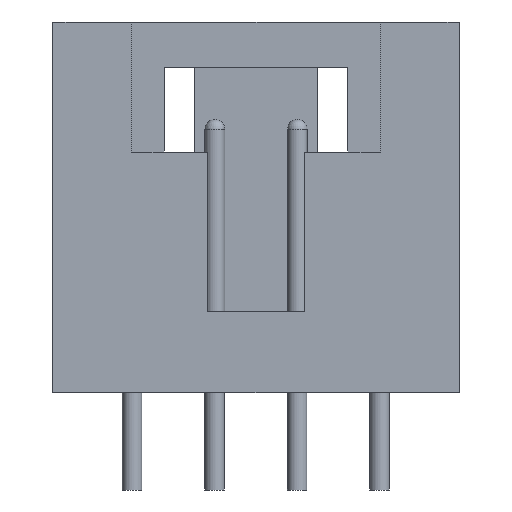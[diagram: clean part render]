
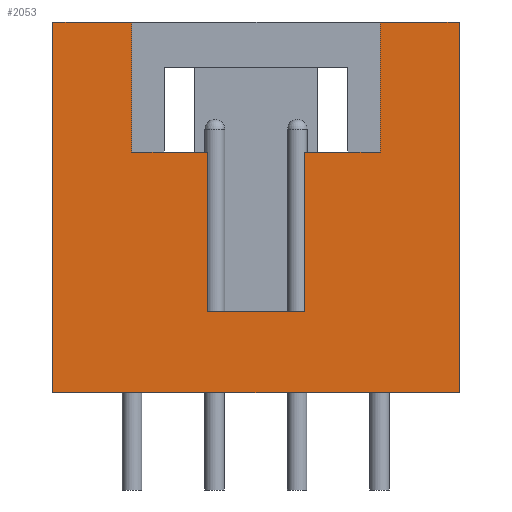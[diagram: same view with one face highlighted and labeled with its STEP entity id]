
A CAD part, front view. The second image highlights one B-rep face of the part: STEP entity #2053.
In plain terms, the highlighted planar face has unit normal (0, -1, 0).
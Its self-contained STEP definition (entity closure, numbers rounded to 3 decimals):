
#3 = CARTESIAN_POINT ( 'NONE',  ( 0., -2.5, 2.5 ) ) ;
#31 = CARTESIAN_POINT ( 'NONE',  ( 6.25, -2.5, 11.4 ) ) ;
#40 = DIRECTION ( 'NONE',  ( 1., 0., 0. ) ) ;
#127 = EDGE_CURVE ( 'NONE', #750, #483, #1594, .T. ) ;
#134 = CARTESIAN_POINT ( 'NONE',  ( 2.825, -2.5, 7.4 ) ) ;
#164 = LINE ( 'NONE', #1530, #1595 ) ;
#177 = DIRECTION ( 'NONE',  ( 0., 0., 1. ) ) ;
#184 = DIRECTION ( 'NONE',  ( 0., 0., 1. ) ) ;
#198 = ORIENTED_EDGE ( 'NONE', *, *, #1089, .T. ) ;
#253 = ORIENTED_EDGE ( 'NONE', *, *, #1941, .T. ) ;
#276 = DIRECTION ( 'NONE',  ( 0., 0., 1. ) ) ;
#297 = VECTOR ( 'NONE', #1586, 1000. ) ;
#300 = CARTESIAN_POINT ( 'NONE',  ( -6.25, -2.5, 0. ) ) ;
#303 = VECTOR ( 'NONE', #276, 1000. ) ;
#329 = ORIENTED_EDGE ( 'NONE', *, *, #2101, .F. ) ;
#331 = LINE ( 'NONE', #1755, #303 ) ;
#362 = ORIENTED_EDGE ( 'NONE', *, *, #1914, .F. ) ;
#365 = DIRECTION ( 'NONE',  ( 0., 0., -1. ) ) ;
#376 = VERTEX_POINT ( 'NONE', #1554 ) ;
#400 = LINE ( 'NONE', #1947, #297 ) ;
#418 = CARTESIAN_POINT ( 'NONE',  ( -1.499, -2.5, 7.4 ) ) ;
#421 = VECTOR ( 'NONE', #184, 1000. ) ;
#464 = VECTOR ( 'NONE', #365, 1000. ) ;
#477 = FACE_OUTER_BOUND ( 'NONE', #802, .T. ) ;
#480 = CARTESIAN_POINT ( 'NONE',  ( 1.496, -2.5, 2.5 ) ) ;
#483 = VERTEX_POINT ( 'NONE', #2267 ) ;
#542 = LINE ( 'NONE', #1109, #421 ) ;
#566 = VERTEX_POINT ( 'NONE', #1258 ) ;
#570 = CARTESIAN_POINT ( 'NONE',  ( 3.825, -2.5, 7.4 ) ) ;
#572 = DIRECTION ( 'NONE',  ( 1., 0., 0. ) ) ;
#637 = VERTEX_POINT ( 'NONE', #1954 ) ;
#642 = EDGE_CURVE ( 'NONE', #1869, #922, #1307, .T. ) ;
#658 = VERTEX_POINT ( 'NONE', #300 ) ;
#673 = ORIENTED_EDGE ( 'NONE', *, *, #2347, .F. ) ;
#674 = CARTESIAN_POINT ( 'NONE',  ( 0., -2.5, 7.4 ) ) ;
#685 = CARTESIAN_POINT ( 'NONE',  ( -3.825, -2.5, 7.4 ) ) ;
#699 = DIRECTION ( 'NONE',  ( 1., 0., 0. ) ) ;
#750 = VERTEX_POINT ( 'NONE', #1638 ) ;
#798 = ORIENTED_EDGE ( 'NONE', *, *, #1092, .T. ) ;
#802 = EDGE_LOOP ( 'NONE', ( #1269, #847, #873, #1901, #1505, #673, #198, #329, #362, #1739, #1477, #798, #1379, #253 ) ) ;
#823 = EDGE_CURVE ( 'NONE', #1837, #1800, #879, .T. ) ;
#847 = ORIENTED_EDGE ( 'NONE', *, *, #1395, .F. ) ;
#858 = DIRECTION ( 'NONE',  ( 1., 0., 0. ) ) ;
#863 = CARTESIAN_POINT ( 'NONE',  ( 0., -2.5, 7.4 ) ) ;
#873 = ORIENTED_EDGE ( 'NONE', *, *, #1794, .F. ) ;
#877 = VECTOR ( 'NONE', #1618, 1000. ) ;
#879 = LINE ( 'NONE', #863, #877 ) ;
#882 = CARTESIAN_POINT ( 'NONE',  ( -6.25, -2.5, 11.4 ) ) ;
#922 = VERTEX_POINT ( 'NONE', #570 ) ;
#948 = LINE ( 'NONE', #2372, #464 ) ;
#1089 = EDGE_CURVE ( 'NONE', #376, #1168, #400, .T. ) ;
#1092 = EDGE_CURVE ( 'NONE', #1558, #483, #331, .T. ) ;
#1105 = CARTESIAN_POINT ( 'NONE',  ( -6.25, -2.5, 11.4 ) ) ;
#1109 = CARTESIAN_POINT ( 'NONE',  ( 3.825, -2.5, 11.4 ) ) ;
#1153 = CARTESIAN_POINT ( 'NONE',  ( -2.825, -2.5, 7.4 ) ) ;
#1168 = VERTEX_POINT ( 'NONE', #480 ) ;
#1178 = LINE ( 'NONE', #1249, #2337 ) ;
#1249 = CARTESIAN_POINT ( 'NONE',  ( -6.25, -2.5, 0. ) ) ;
#1257 = DIRECTION ( 'NONE',  ( 0., 0., -1. ) ) ;
#1258 = CARTESIAN_POINT ( 'NONE',  ( -1.499, -2.5, 2.5 ) ) ;
#1268 = DIRECTION ( 'NONE',  ( 1., 0., 0. ) ) ;
#1269 = ORIENTED_EDGE ( 'NONE', *, *, #1882, .T. ) ;
#1301 = DIRECTION ( 'NONE',  ( 0., 1., 0. ) ) ;
#1303 = VECTOR ( 'NONE', #1268, 1000. ) ;
#1307 = LINE ( 'NONE', #674, #1303 ) ;
#1321 = VERTEX_POINT ( 'NONE', #1817 ) ;
#1379 = ORIENTED_EDGE ( 'NONE', *, *, #127, .F. ) ;
#1394 = VECTOR ( 'NONE', #1257, 1000. ) ;
#1395 = EDGE_CURVE ( 'NONE', #1728, #1321, #948, .T. ) ;
#1448 = LINE ( 'NONE', #1793, #1394 ) ;
#1464 = VECTOR ( 'NONE', #1921, 1000. ) ;
#1465 = CARTESIAN_POINT ( 'NONE',  ( -6.25, -2.5, 11.4 ) ) ;
#1477 = ORIENTED_EDGE ( 'NONE', *, *, #1522, .F. ) ;
#1505 = ORIENTED_EDGE ( 'NONE', *, *, #642, .F. ) ;
#1522 = EDGE_CURVE ( 'NONE', #1558, #1837, #2025, .T. ) ;
#1530 = CARTESIAN_POINT ( 'NONE',  ( -6.25, -2.5, 11.4 ) ) ;
#1554 = CARTESIAN_POINT ( 'NONE',  ( 1.496, -2.5, 7.4 ) ) ;
#1558 = VERTEX_POINT ( 'NONE', #685 ) ;
#1586 = DIRECTION ( 'NONE',  ( 0., 0., -1. ) ) ;
#1594 = LINE ( 'NONE', #1465, #2049 ) ;
#1595 = VECTOR ( 'NONE', #40, 1000. ) ;
#1597 = VECTOR ( 'NONE', #858, 1000. ) ;
#1618 = DIRECTION ( 'NONE',  ( 1., 0., 0. ) ) ;
#1638 = CARTESIAN_POINT ( 'NONE',  ( -6.25, -2.5, 11.4 ) ) ;
#1718 = CARTESIAN_POINT ( 'NONE',  ( 0., -2.5, 7.4 ) ) ;
#1728 = VERTEX_POINT ( 'NONE', #31 ) ;
#1739 = ORIENTED_EDGE ( 'NONE', *, *, #823, .F. ) ;
#1755 = CARTESIAN_POINT ( 'NONE',  ( -3.825, -2.5, 11.4 ) ) ;
#1793 = CARTESIAN_POINT ( 'NONE',  ( -1.499, -2.5, 7.4 ) ) ;
#1794 = EDGE_CURVE ( 'NONE', #637, #1728, #164, .T. ) ;
#1800 = VERTEX_POINT ( 'NONE', #418 ) ;
#1817 = CARTESIAN_POINT ( 'NONE',  ( 6.25, -2.5, 0. ) ) ;
#1828 = VECTOR ( 'NONE', #572, 1000. ) ;
#1837 = VERTEX_POINT ( 'NONE', #1153 ) ;
#1869 = VERTEX_POINT ( 'NONE', #134 ) ;
#1872 = VECTOR ( 'NONE', #2339, 1000. ) ;
#1882 = EDGE_CURVE ( 'NONE', #658, #1321, #1178, .T. ) ;
#1890 = LINE ( 'NONE', #3, #1828 ) ;
#1901 = ORIENTED_EDGE ( 'NONE', *, *, #2084, .F. ) ;
#1914 = EDGE_CURVE ( 'NONE', #1800, #566, #1448, .T. ) ;
#1921 = DIRECTION ( 'NONE',  ( 1., 0., 0. ) ) ;
#1941 = EDGE_CURVE ( 'NONE', #750, #658, #2275, .T. ) ;
#1947 = CARTESIAN_POINT ( 'NONE',  ( 1.496, -2.5, 7.4 ) ) ;
#1954 = CARTESIAN_POINT ( 'NONE',  ( 3.825, -2.5, 11.4 ) ) ;
#1967 = CARTESIAN_POINT ( 'NONE',  ( 0., -2.5, 7.4 ) ) ;
#2009 = LINE ( 'NONE', #1718, #1464 ) ;
#2025 = LINE ( 'NONE', #1967, #1597 ) ;
#2049 = VECTOR ( 'NONE', #699, 1000. ) ;
#2053 = ADVANCED_FACE ( 'NONE', ( #477 ), #2192, .F. ) ;
#2084 = EDGE_CURVE ( 'NONE', #922, #637, #542, .T. ) ;
#2100 = AXIS2_PLACEMENT_3D ( 'NONE', #1105, #1301, #177 ) ;
#2101 = EDGE_CURVE ( 'NONE', #566, #1168, #1890, .T. ) ;
#2192 = PLANE ( 'NONE',  #2100 ) ;
#2267 = CARTESIAN_POINT ( 'NONE',  ( -3.825, -2.5, 11.4 ) ) ;
#2275 = LINE ( 'NONE', #882, #1872 ) ;
#2329 = DIRECTION ( 'NONE',  ( 1., 0., 0. ) ) ;
#2337 = VECTOR ( 'NONE', #2329, 1000. ) ;
#2339 = DIRECTION ( 'NONE',  ( 0., 0., -1. ) ) ;
#2347 = EDGE_CURVE ( 'NONE', #376, #1869, #2009, .T. ) ;
#2372 = CARTESIAN_POINT ( 'NONE',  ( 6.25, -2.5, 11.4 ) ) ;
